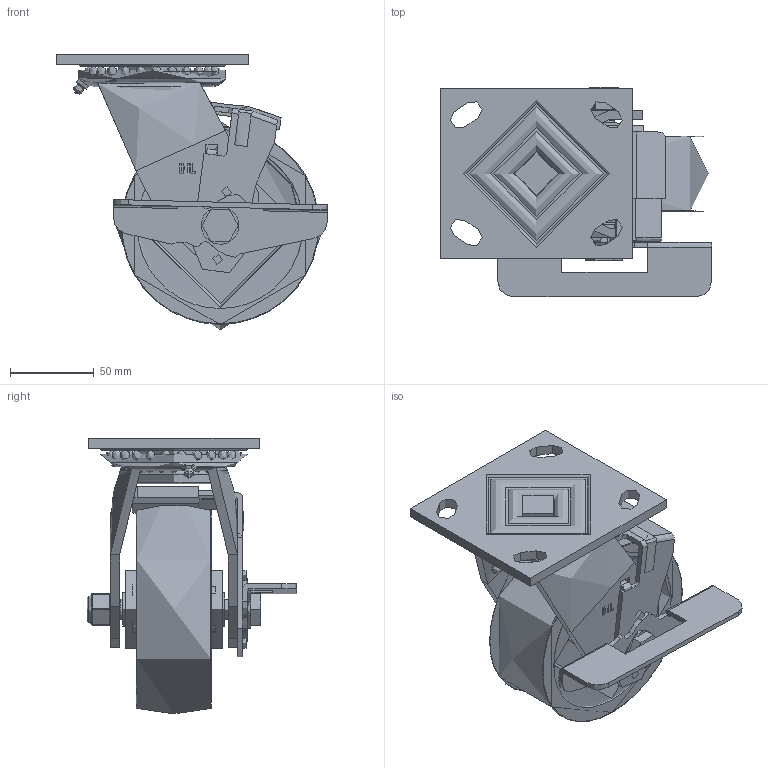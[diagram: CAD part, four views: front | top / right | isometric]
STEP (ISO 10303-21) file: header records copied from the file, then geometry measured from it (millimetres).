
FILE_DESCRIPTION(/* description */ (''),/* implementation_level */ '2;1');
FILE_NAME(/* name */ 'BZJ125NYBBKUSA.step',/* time_stamp */ '2024-05-23T12:06:28+01:00',/* author */ (''),/* organization */ (''),/* preprocessor_version */ 'ST-DEVELOPER v20',/* originating_system */ 'Autodesk Translation Framework v13.14.0.145',/* authorisation */ '');
FILE_SCHEMA (('AUTOMOTIVE_DESIGN { 1 0 10303 214 3 1 1 }'));
Length unit declared in the file: millimetre
Products named in the file (30): BZJ125NYBBK/USA; BZJ125ASUSA v1; FABRICATED STEEL TOP PLATES; FABRICATED STEEL TOP PLATES Geometry; BALL BEARINGS; Component2; BALL BEARINGS2; Component1; FABRICATED STEEL FORKS; FABRICATED STEEL FORKS Geometry; GREESE NIPPLE; BOLTBZJBK; BZJ125BKARM; ARM; RUBBER; BZJBKPEDAL; BZXH125WNYRB v1; NYLON WHEEL; NYLON WHEEL Geometry; CAP; ROLLER BEARING; CAGE; Pattern; Component1 (1); TUBEM20X60 v1; ZINC PLATED STEEL TUBE; NYLOCM12Z14MM v1; NYLOC NUT; NUT; RUBBER (1)
Assembly tree (79 placements, depth 5):
  BZJ125NYBBK/USA
    BZJ125ASUSA v1
      FABRICATED STEEL TOP PLATES
        FABRICATED STEEL TOP PLATES Geometry
        BALL BEARINGS
          Component2  x20
        BALL BEARINGS2
          Component1  x25
      FABRICATED STEEL FORKS
        FABRICATED STEEL FORKS Geometry
        GREESE NIPPLE
    BOLTBZJBK
    BZJ125BKARM
      ARM
      RUBBER
    BZJBKPEDAL
    BZXH125WNYRB v1
      NYLON WHEEL
        NYLON WHEEL Geometry
        CAP
      ROLLER BEARING
        CAGE
        Pattern
          Component1 (1)  x8
    TUBEM20X60 v1
      ZINC PLATED STEEL TUBE
    NYLOCM12Z14MM v1
      NYLOC NUT
        NUT
        RUBBER (1)
Bounding box: 162.33 x 125.35 x 165 mm (x, y, z)
Volume: 594626.3 mm3; surface area: 208769.3 mm2
Topology: 66 solids, 66 shells, 512 faces, 1328 edges, 861 vertices
Faces by surface type: plane 268, cylinder 132, sphere 58, bspline 29, torus 21, cone 4
Full cylindrical faces by diameter (mm): 4 x1, 6 x2, 7.5 x8, 10 x10, 12 x3, 12.5 x1, 13 x2, 14 x2, 16 x1, 17 x1, 18.5 x1, 19.9 x1, 20 x3, 22.5 x1, 26 x2, 34 x1, 35 x2, 40.621 x1, 40.9 x1, 47 x2, 57 x1, 69 x1, 83 x1, 88 x1
Entity records: 20654 total; most frequent: CARTESIAN_POINT 8320, DIRECTION 2510, ORIENTED_EDGE 2334, EDGE_CURVE 1167, AXIS2_PLACEMENT_3D 916, VERTEX_POINT 761, LINE 678, VECTOR 678
